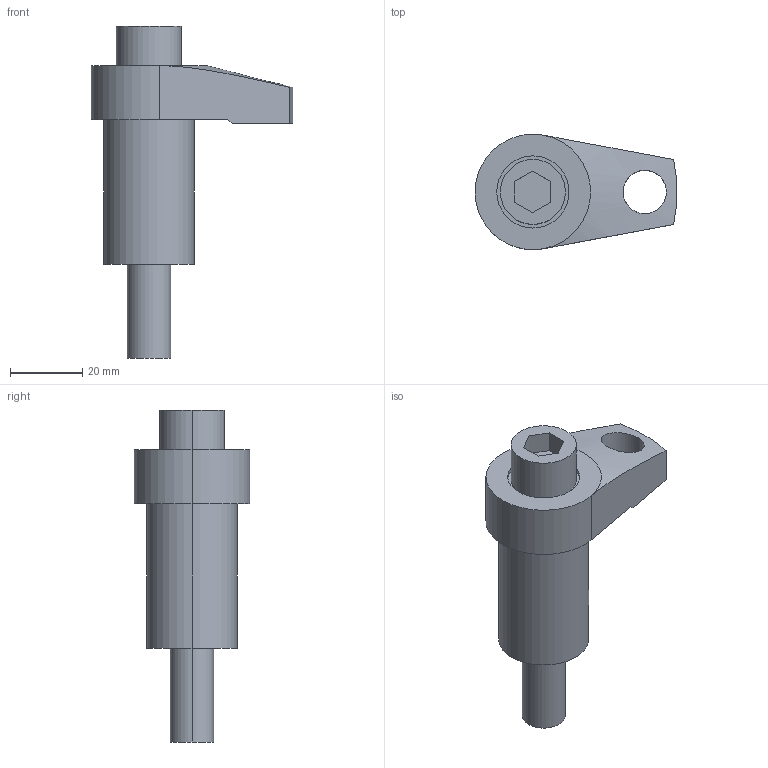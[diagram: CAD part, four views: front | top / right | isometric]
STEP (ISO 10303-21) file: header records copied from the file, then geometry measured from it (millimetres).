
FILE_DESCRIPTION (( 'STEP AP203' ), '1' );
FILE_NAME ('bj130-12140.STEP', '2021-10-25T01:08:40', ( '' ), ( '' ), 'SwSTEP 2.0', 'SolidWorks 2020', '' );
FILE_SCHEMA (( 'CONFIG_CONTROL_DESIGN' ));
Length unit declared in the file: millimetre
Products named in the file (3): bj130-12140_02; bj130-12140_01; bj130-12140
Assembly tree (2 placements, depth 2):
  bj130-12140
    bj130-12140_01
    bj130-12140_02
Bounding box: 55.89 x 31.99 x 92 mm (x, y, z)
Volume: 40921.9 mm3; surface area: 14717.2 mm2
Topology: 2 solids, 2 shells, 35 faces, 80 edges, 52 vertices
Faces by surface type: plane 17, cylinder 15, cone 3
Entity records: 1426 total; most frequent: CARTESIAN_POINT 306, DIRECTION 185, ORIENTED_EDGE 160, EDGE_CURVE 80, AXIS2_PLACEMENT_3D 73, VERTEX_POINT 52, EDGE_LOOP 42, VECTOR 39
